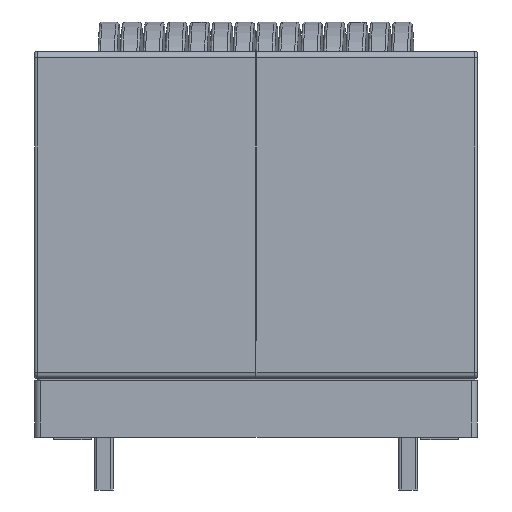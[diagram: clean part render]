
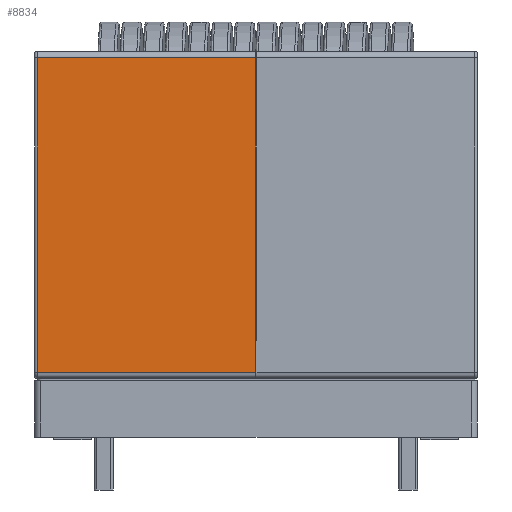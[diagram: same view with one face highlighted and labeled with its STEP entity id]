
A CAD part, left-side view. The second image highlights one B-rep face of the part: STEP entity #8834.
In plain terms, the highlighted face is planar.
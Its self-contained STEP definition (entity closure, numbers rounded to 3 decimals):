
#2050=ORIENTED_EDGE('',*,*,#4370,.T.);
#2051=ORIENTED_EDGE('',*,*,#4371,.T.);
#2052=ORIENTED_EDGE('',*,*,#4372,.T.);
#2053=ORIENTED_EDGE('',*,*,#4358,.F.);
#4358=EDGE_CURVE('',#5554,#5555,#6399,.T.);
#4370=EDGE_CURVE('',#5554,#5563,#6401,.F.);
#4371=EDGE_CURVE('',#5563,#5564,#6402,.T.);
#4372=EDGE_CURVE('',#5564,#5555,#6403,.T.);
#5554=VERTEX_POINT('',#26082);
#5555=VERTEX_POINT('',#26084);
#5563=VERTEX_POINT('',#26106);
#5564=VERTEX_POINT('',#26108);
#6399=LINE('',#26083,#6942);
#6401=LINE('',#26105,#6944);
#6402=LINE('',#26107,#6945);
#6403=LINE('',#26109,#6946);
#6942=VECTOR('',#12585,1000.);
#6944=VECTOR('',#12611,1000.);
#6945=VECTOR('',#12612,1000.);
#6946=VECTOR('',#12613,1000.);
#7427=EDGE_LOOP('',(#2050,#2051,#2052,#2053));
#8014=FACE_BOUND('',#7427,.T.);
#8539=PLANE('',#11681);
#8834=ADVANCED_FACE('',(#8014),#8539,.T.);
#11681=AXIS2_PLACEMENT_3D('',#26104,#12609,#12610);
#12585=DIRECTION('',(0.,-1.,0.));
#12609=DIRECTION('',(1.,0.,0.));
#12610=DIRECTION('',(0.,1.,0.));
#12611=DIRECTION('',(0.,0.,-1.));
#12612=DIRECTION('',(0.,-1.,0.));
#12613=DIRECTION('',(0.,0.,-1.));
#26082=CARTESIAN_POINT('',(18.,12.5,-8.8));
#26083=CARTESIAN_POINT('',(18.,13.,-8.8));
#26084=CARTESIAN_POINT('',(18.,-12.5,-8.8));
#26104=CARTESIAN_POINT('',(18.,13.,8.8));
#26105=CARTESIAN_POINT('',(18.,12.5,8.8));
#26106=CARTESIAN_POINT('',(18.,12.5,8.6));
#26107=CARTESIAN_POINT('',(18.,-12.5,8.6));
#26108=CARTESIAN_POINT('',(18.,-12.5,8.6));
#26109=CARTESIAN_POINT('',(18.,-12.5,8.8));
